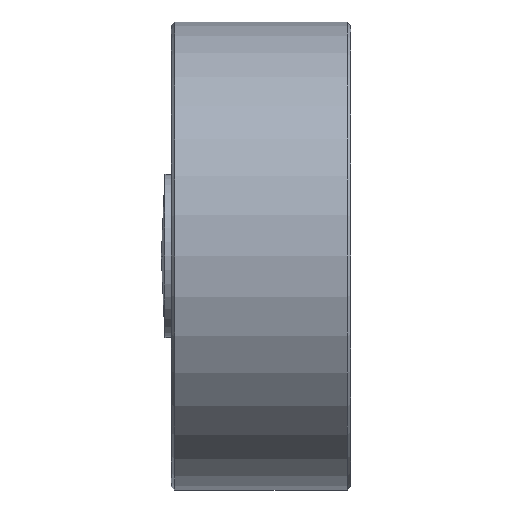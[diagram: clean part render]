
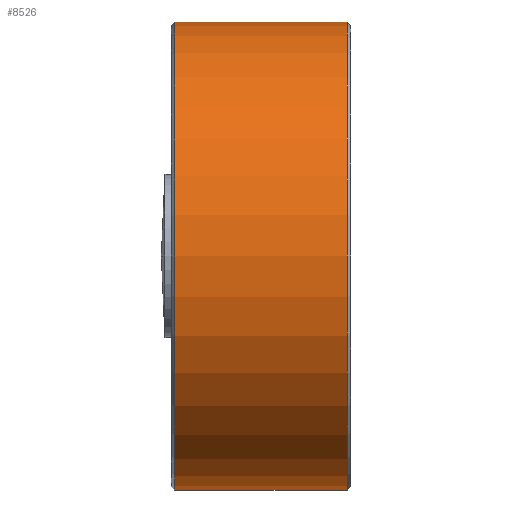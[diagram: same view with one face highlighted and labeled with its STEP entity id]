
A CAD part, left-side view. The second image highlights one B-rep face of the part: STEP entity #8526.
In plain terms, the highlighted cylindrical face has radius 107.696 mm (diameter 215.392 mm), a partial arc.
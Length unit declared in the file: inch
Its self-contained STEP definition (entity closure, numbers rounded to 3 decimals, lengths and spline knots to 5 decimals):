
#336 = LINE ( 'NONE', #4272, #2486 ) ;
#555 = CARTESIAN_POINT ( 'NONE',  ( 4.24, -5.7949, 0. ) ) ;
#701 = EDGE_CURVE ( 'NONE', #2712, #6685, #336, .T. ) ;
#709 = EDGE_LOOP ( 'NONE', ( #3898, #3447, #6271, #3961 ) ) ;
#1044 = DIRECTION ( 'NONE',  ( 0., -1., 0. ) ) ;
#1352 = DIRECTION ( 'NONE',  ( 0., 0., -1. ) ) ;
#1353 = AXIS2_PLACEMENT_3D ( 'NONE', #555, #3808, #7252 ) ;
#1730 = DIRECTION ( 'NONE',  ( 0., 0., 1. ) ) ;
#2089 = VECTOR ( 'NONE', #1044, 39.37008 ) ;
#2365 = LINE ( 'NONE', #7037, #2089 ) ;
#2433 = VERTEX_POINT ( 'NONE', #7832 ) ;
#2486 = VECTOR ( 'NONE', #6928, 39.37008 ) ;
#2708 = EDGE_CURVE ( 'NONE', #8109, #6685, #4460, .T. ) ;
#2712 = VERTEX_POINT ( 'NONE', #5101 ) ;
#3137 = CARTESIAN_POINT ( 'NONE',  ( 4.24, -3.187, 0. ) ) ;
#3304 = EDGE_CURVE ( 'NONE', #2433, #8109, #2365, .T. ) ;
#3447 = ORIENTED_EDGE ( 'NONE', *, *, #5064, .T. ) ;
#3808 = DIRECTION ( 'NONE',  ( 0., -1., 0. ) ) ;
#3898 = ORIENTED_EDGE ( 'NONE', *, *, #701, .F. ) ;
#3911 = AXIS2_PLACEMENT_3D ( 'NONE', #3137, #6574, #1730 ) ;
#3961 = ORIENTED_EDGE ( 'NONE', *, *, #2708, .T. ) ;
#4272 = CARTESIAN_POINT ( 'NONE',  ( 4.24, -5.7949, 4.24 ) ) ;
#4373 = CIRCLE ( 'NONE', #5484, 4.24 ) ;
#4396 = CARTESIAN_POINT ( 'NONE',  ( 4.24, -3.187, 4.24 ) ) ;
#4460 = CIRCLE ( 'NONE', #3911, 4.24 ) ;
#5033 = FACE_OUTER_BOUND ( 'NONE', #709, .T. ) ;
#5064 = EDGE_CURVE ( 'NONE', #2712, #2433, #4373, .T. ) ;
#5101 = CARTESIAN_POINT ( 'NONE',  ( 4.24, -0.063, 4.24 ) ) ;
#5268 = CARTESIAN_POINT ( 'NONE',  ( 4.24, -3.187, -4.24 ) ) ;
#5416 = CARTESIAN_POINT ( 'NONE',  ( 4.24, -0.063, 0. ) ) ;
#5484 = AXIS2_PLACEMENT_3D ( 'NONE', #5416, #8025, #1352 ) ;
#6271 = ORIENTED_EDGE ( 'NONE', *, *, #3304, .T. ) ;
#6574 = DIRECTION ( 'NONE',  ( 0., 1., 0. ) ) ;
#6685 = VERTEX_POINT ( 'NONE', #4396 ) ;
#6928 = DIRECTION ( 'NONE',  ( 0., -1., 0. ) ) ;
#7037 = CARTESIAN_POINT ( 'NONE',  ( 4.24, -5.7949, -4.24 ) ) ;
#7252 = DIRECTION ( 'NONE',  ( 0., 0., -1. ) ) ;
#7698 = CYLINDRICAL_SURFACE ( 'NONE', #1353, 4.24 ) ;
#7832 = CARTESIAN_POINT ( 'NONE',  ( 4.24, -0.063, -4.24 ) ) ;
#8025 = DIRECTION ( 'NONE',  ( 0., -1., 0. ) ) ;
#8109 = VERTEX_POINT ( 'NONE', #5268 ) ;
#8526 = ADVANCED_FACE ( 'NONE', ( #5033 ), #7698, .T. ) ;
